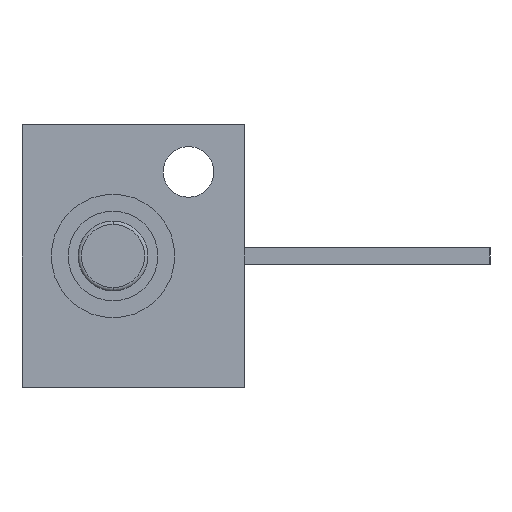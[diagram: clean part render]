
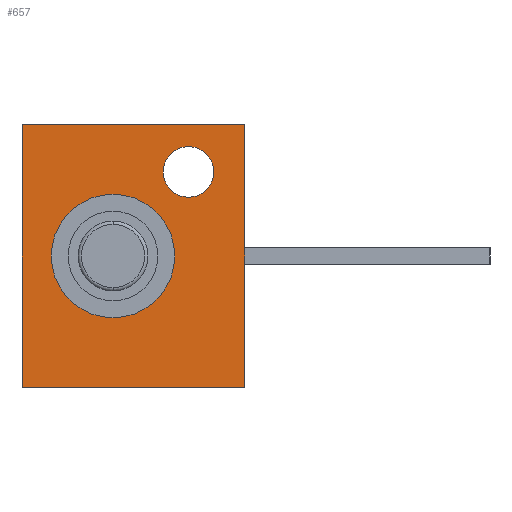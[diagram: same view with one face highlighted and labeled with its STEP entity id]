
A CAD part, left-side view. The second image highlights one B-rep face of the part: STEP entity #657.
In plain terms, the highlighted planar face has unit normal (-1, 0, 0).
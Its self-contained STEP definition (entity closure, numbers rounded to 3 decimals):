
#26 = DIRECTION ( 'NONE',  ( 0., 0., -1. ) ) ;
#152 = EDGE_CURVE ( 'NONE', #326, #2157, #2793, .T. ) ;
#182 = CARTESIAN_POINT ( 'NONE',  ( -25.25, 11.18, -6.59 ) ) ;
#210 = ORIENTED_EDGE ( 'NONE', *, *, #5002, .T. ) ;
#249 = FACE_BOUND ( 'NONE', #3396, .T. ) ;
#326 = VERTEX_POINT ( 'NONE', #4127 ) ;
#344 = CARTESIAN_POINT ( 'NONE',  ( -25.25, 11.18, 0. ) ) ;
#452 = EDGE_CURVE ( 'NONE', #4943, #6108, #3007, .T. ) ;
#657 = ADVANCED_FACE ( 'NONE', ( #5320, #249, #4052 ), #712, .T. ) ;
#712 = PLANE ( 'NONE',  #2051 ) ;
#767 = CARTESIAN_POINT ( 'NONE',  ( -25.25, 2.82, 5.49 ) ) ;
#852 = DIRECTION ( 'NONE',  ( 0., 0., -1. ) ) ;
#920 = VERTEX_POINT ( 'NONE', #3939 ) ;
#1197 = CARTESIAN_POINT ( 'NONE',  ( -25.25, 6.61, 3.1 ) ) ;
#1315 = AXIS2_PLACEMENT_3D ( 'NONE', #5496, #2488, #26 ) ;
#1366 = CARTESIAN_POINT ( 'NONE',  ( -25.25, 6.61, 0. ) ) ;
#1444 = CARTESIAN_POINT ( 'NONE',  ( -25.25, 0., 0. ) ) ;
#1646 = VECTOR ( 'NONE', #3701, 1000. ) ;
#1648 = DIRECTION ( 'NONE',  ( 0., 0., 1. ) ) ;
#1765 = LINE ( 'NONE', #1444, #5783 ) ;
#1909 = AXIS2_PLACEMENT_3D ( 'NONE', #3133, #5996, #3093 ) ;
#2019 = DIRECTION ( 'NONE',  ( 0., -1., 0. ) ) ;
#2046 = CIRCLE ( 'NONE', #1909, 3.1 ) ;
#2051 = AXIS2_PLACEMENT_3D ( 'NONE', #4051, #4031, #1648 ) ;
#2063 = ORIENTED_EDGE ( 'NONE', *, *, #152, .F. ) ;
#2157 = VERTEX_POINT ( 'NONE', #5429 ) ;
#2236 = VERTEX_POINT ( 'NONE', #1197 ) ;
#2488 = DIRECTION ( 'NONE',  ( 1., 0., 0. ) ) ;
#2573 = CIRCLE ( 'NONE', #2878, 1.27 ) ;
#2618 = CIRCLE ( 'NONE', #6014, 3.1 ) ;
#2793 = LINE ( 'NONE', #3986, #5977 ) ;
#2878 = AXIS2_PLACEMENT_3D ( 'NONE', #5156, #5181, #852 ) ;
#2907 = EDGE_LOOP ( 'NONE', ( #4580, #210 ) ) ;
#2946 = CIRCLE ( 'NONE', #1315, 1.27 ) ;
#2997 = VERTEX_POINT ( 'NONE', #767 ) ;
#3007 = LINE ( 'NONE', #3493, #3159 ) ;
#3056 = EDGE_LOOP ( 'NONE', ( #5137, #2063, #5311, #5542 ) ) ;
#3093 = DIRECTION ( 'NONE',  ( 0., 0., -1. ) ) ;
#3133 = CARTESIAN_POINT ( 'NONE',  ( -25.25, 6.61, 0. ) ) ;
#3159 = VECTOR ( 'NONE', #2019, 1000. ) ;
#3288 = EDGE_CURVE ( 'NONE', #2997, #920, #2946, .T. ) ;
#3341 = ORIENTED_EDGE ( 'NONE', *, *, #5110, .T. ) ;
#3396 = EDGE_LOOP ( 'NONE', ( #3341, #4277 ) ) ;
#3493 = CARTESIAN_POINT ( 'NONE',  ( -25.25, 11.18, -6.59 ) ) ;
#3632 = EDGE_CURVE ( 'NONE', #2236, #4343, #2618, .T. ) ;
#3701 = DIRECTION ( 'NONE',  ( 0., 0., -1. ) ) ;
#3939 = CARTESIAN_POINT ( 'NONE',  ( -25.25, 2.82, 2.95 ) ) ;
#3986 = CARTESIAN_POINT ( 'NONE',  ( -25.25, 11.18, 6.59 ) ) ;
#4031 = DIRECTION ( 'NONE',  ( -1., 0., 0. ) ) ;
#4051 = CARTESIAN_POINT ( 'NONE',  ( -25.25, 11.18, 0. ) ) ;
#4052 = FACE_BOUND ( 'NONE', #2907, .T. ) ;
#4127 = CARTESIAN_POINT ( 'NONE',  ( -25.25, 11.18, 6.59 ) ) ;
#4192 = EDGE_CURVE ( 'NONE', #326, #4943, #4634, .T. ) ;
#4277 = ORIENTED_EDGE ( 'NONE', *, *, #3288, .T. ) ;
#4343 = VERTEX_POINT ( 'NONE', #6103 ) ;
#4580 = ORIENTED_EDGE ( 'NONE', *, *, #3632, .T. ) ;
#4634 = LINE ( 'NONE', #344, #1646 ) ;
#4703 = DIRECTION ( 'NONE',  ( 1., 0., 0. ) ) ;
#4774 = DIRECTION ( 'NONE',  ( 0., 0., -1. ) ) ;
#4888 = CARTESIAN_POINT ( 'NONE',  ( -25.25, 0., -6.59 ) ) ;
#4943 = VERTEX_POINT ( 'NONE', #182 ) ;
#5002 = EDGE_CURVE ( 'NONE', #4343, #2236, #2046, .T. ) ;
#5110 = EDGE_CURVE ( 'NONE', #920, #2997, #2573, .T. ) ;
#5137 = ORIENTED_EDGE ( 'NONE', *, *, #5958, .F. ) ;
#5156 = CARTESIAN_POINT ( 'NONE',  ( -25.25, 2.82, 4.22 ) ) ;
#5181 = DIRECTION ( 'NONE',  ( 1., 0., 0. ) ) ;
#5311 = ORIENTED_EDGE ( 'NONE', *, *, #4192, .T. ) ;
#5320 = FACE_OUTER_BOUND ( 'NONE', #3056, .T. ) ;
#5429 = CARTESIAN_POINT ( 'NONE',  ( -25.25, 0., 6.59 ) ) ;
#5496 = CARTESIAN_POINT ( 'NONE',  ( -25.25, 2.82, 4.22 ) ) ;
#5542 = ORIENTED_EDGE ( 'NONE', *, *, #452, .T. ) ;
#5783 = VECTOR ( 'NONE', #4774, 1000. ) ;
#5907 = DIRECTION ( 'NONE',  ( 0., -1., 0. ) ) ;
#5958 = EDGE_CURVE ( 'NONE', #2157, #6108, #1765, .T. ) ;
#5977 = VECTOR ( 'NONE', #5907, 1000. ) ;
#5996 = DIRECTION ( 'NONE',  ( 1., 0., 0. ) ) ;
#6014 = AXIS2_PLACEMENT_3D ( 'NONE', #1366, #4703, #6092 ) ;
#6092 = DIRECTION ( 'NONE',  ( 0., 0., -1. ) ) ;
#6103 = CARTESIAN_POINT ( 'NONE',  ( -25.25, 6.61, -3.1 ) ) ;
#6108 = VERTEX_POINT ( 'NONE', #4888 ) ;
